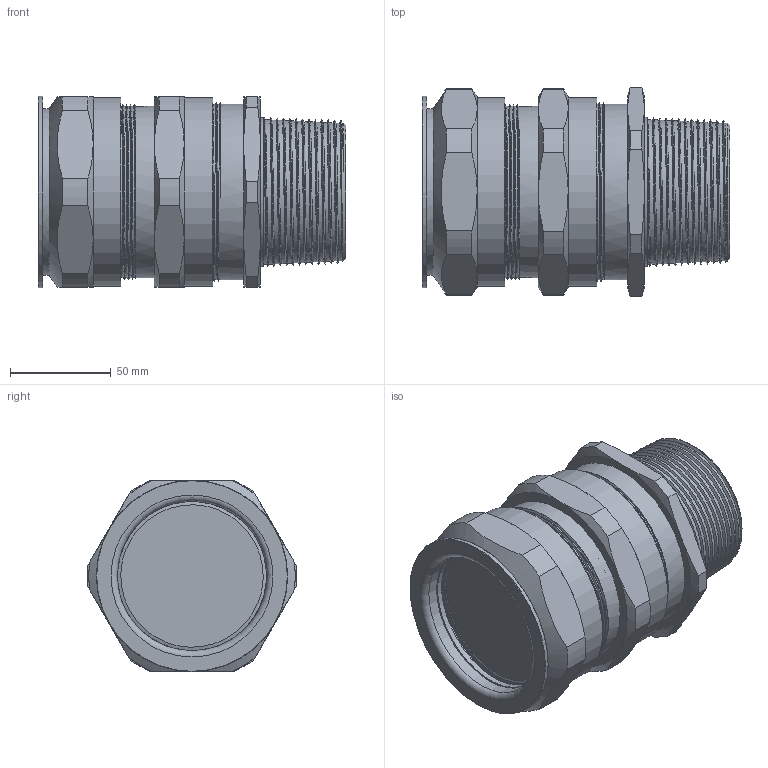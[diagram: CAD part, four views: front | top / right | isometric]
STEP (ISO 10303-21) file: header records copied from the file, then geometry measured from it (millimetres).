
FILE_DESCRIPTION(/* description */ ('ADE-4F NPT 2 1/2"'),/* implementation_level */ '2;1');
FILE_NAME(/* name */ '00849404V1-RST.stp',/* time_stamp */ '2021-09-20T10:05:50+02:00',/* author */ ('sl'),/* organization */ (''),/* preprocessor_version */ 'ST-DEVELOPER v16.5',/* originating_system */ 'Autodesk Inventor 2017',/* authorisation */ '');
FILE_SCHEMA (('AUTOMOTIVE_DESIGN { 1 0 10303 214 3 1 1 }'));
Length unit declared in the file: millimetre
Products named in the file (9): 00849404V1; 00849404V1_1; 00849404V1_2; 00849404V1_3; 00849404V1_4; 00849404V1_5; 008489404V1; 00849404V1_6; 00849404V1_7
Assembly tree (8 placements, depth 2):
  00849404V1
    00849404V1_1
    00849404V1_2
    00849404V1_3
    00849404V1_4
    00849404V1_5
    008489404V1
    00849404V1_6
    00849404V1_7
Bounding box: 153.02 x 103.56 x 95.19 mm (x, y, z)
Volume: 309042.9 mm3; surface area: 208229.5 mm2
Topology: 10 solids, 10 shells, 243 faces, 537 edges, 337 vertices
Faces by surface type: cylinder 91, plane 71, cone 51, torus 18, bspline 12
Full cylindrical faces by diameter (mm): 62.52 x1, 64.9 x1, 65.16 x1, 65.42 x1, 66.16 x1, 69.87 x1, 69.9 x1, 70.15 x1, 70.49 x1, 74.04 x1, 74.11 x1, 74.15 x1, 74.27 x1, 74.47 x1, 75.03 x1, 75.4 x1, 75.79 x1, 77.4 x1, 77.7 x2, 79.18 x1, 79.2 x1, 80.93 x1, 81.74 x1, 83.03 x1, 83.47 x1, 83.72 x1, 83.8 x1, 84.08 x1, 84.36 x1, 85.18 x5
Entity records: 15303 total; most frequent: CARTESIAN_POINT 11237, DIRECTION 820, ORIENTED_EDGE 678, AXIS2_PLACEMENT_3D 392, EDGE_CURVE 337, EDGE_LOOP 321, VERTEX_POINT 250, FACE_OUTER_BOUND 206
